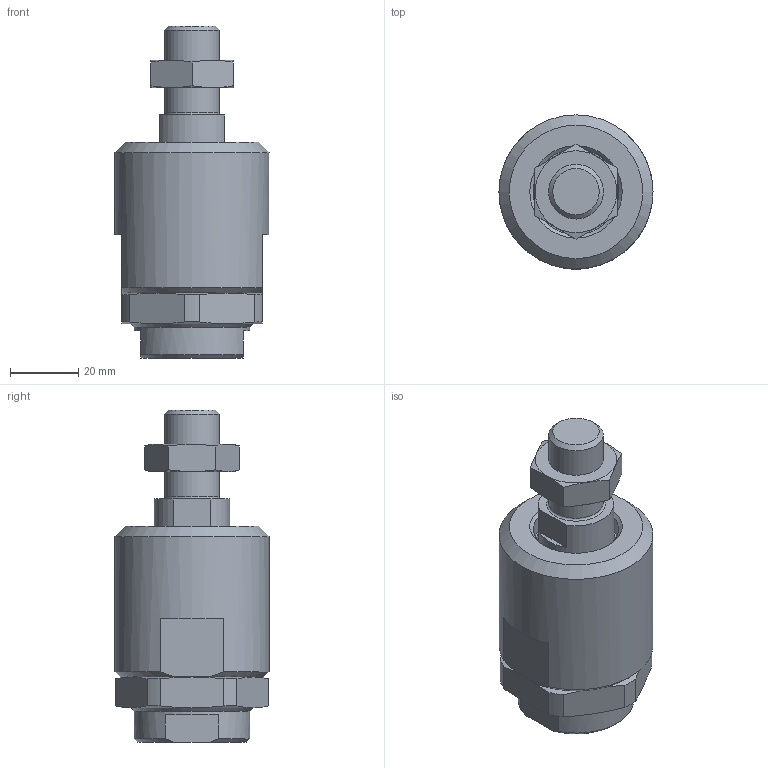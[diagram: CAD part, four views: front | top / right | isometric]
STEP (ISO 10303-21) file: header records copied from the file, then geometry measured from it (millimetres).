
FILE_DESCRIPTION(/* description */ ('STEP AP214'),/* implementation_level */ '2;1');
FILE_NAME(/* name */ '2065_FK-M16',/* time_stamp */ '2024-08-22T18:13:05+02:00',/* author */ ('License CC BY-ND 4.0'),/* organization */ ('CADENAS'),/* preprocessor_version */ 'ST-DEVELOPER v19.3',/* originating_system */ 'PARTsolutions',/* authorisation */ ' ');
FILE_SCHEMA (('AUTOMOTIVE_DESIGN {1 0 10303 214 3 1 1}'));
Length unit declared in the file: millimetre
Products named in the file (7): 2065 FK-M16---(asm_0_0); 2065 FK-M16---(GE); 2065 FK-M16---(0BO); DIN-439-B - M16(F); 2065 FK-M16---(BU); 2065 FK-M16---(MU); 2065 FK-M16---(KG)
Assembly tree (7 placements, depth 2):
  2065 FK-M16---(asm_0_0)
    2065 FK-M16---(GE)
    2065 FK-M16---(0BO)
    DIN-439-B - M16(F)
    2065 FK-M16---(BU)
    2065 FK-M16---(MU)
    2065 FK-M16---(KG)  x2
Bounding box: 45 x 45 x 97 mm (x, y, z)
Volume: 90395.7 mm3; surface area: 32211.5 mm2
Topology: 7 solids, 7 shells, 98 faces, 210 edges, 129 vertices
Faces by surface type: plane 41, cone 30, cylinder 22, sphere 4, torus 1
Full cylindrical faces by diameter (mm): 13.835 x2, 16 x1, 22 x1, 24 x2, 25 x1, 27.8 x1, 32 x2, 33.8 x1, 34.376 x2, 34.5 x1, 36 x1, 45 x1
Entity records: 2598 total; most frequent: CARTESIAN_POINT 533, DIRECTION 406, ORIENTED_EDGE 334, AXIS2_PLACEMENT_3D 182, EDGE_CURVE 167, EDGE_LOOP 138, FACE_BOUND 138, VERTEX_POINT 121
